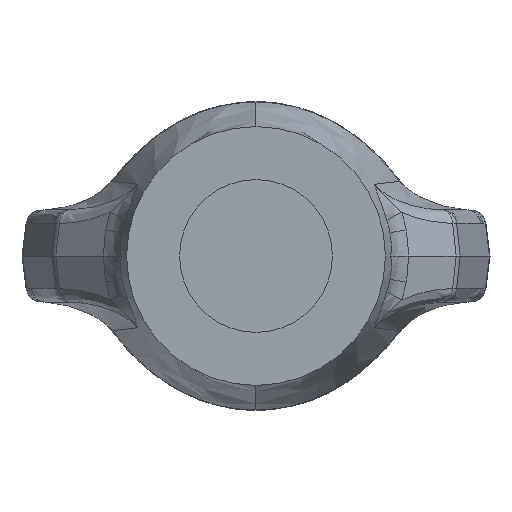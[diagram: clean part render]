
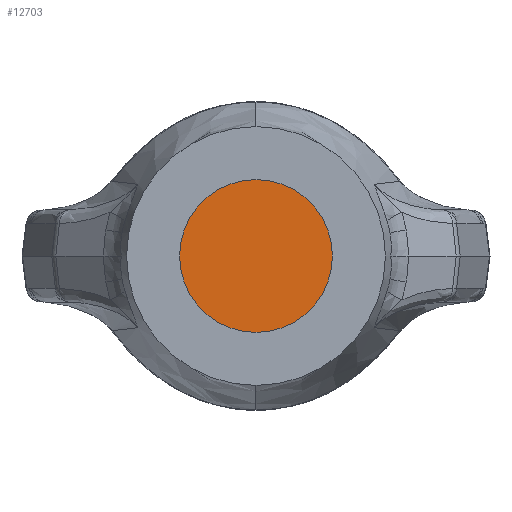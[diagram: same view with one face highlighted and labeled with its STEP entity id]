
A CAD part, front view. The second image highlights one B-rep face of the part: STEP entity #12703.
In plain terms, the highlighted planar face has unit normal (0, -1, 0).
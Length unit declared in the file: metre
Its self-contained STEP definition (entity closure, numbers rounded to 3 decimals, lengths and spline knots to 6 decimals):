
#5730 = PLANE('',#5731);
#5731 = AXIS2_PLACEMENT_3D('',#5732,#5733,#5734);
#5732 = CARTESIAN_POINT('',(0.,0.,0.));
#5733 = DIRECTION('',(0.,1.,0.));
#5734 = DIRECTION('',(1.,0.,-0.));
#12651 = EDGE_CURVE('',#12652,#12654,#12656,.T.);
#12652 = VERTEX_POINT('',#12653);
#12653 = CARTESIAN_POINT('',(0.,0.,7.493));
#12654 = VERTEX_POINT('',#12655);
#12655 = CARTESIAN_POINT('',(0.,0.,-7.493));
#12656 = SURFACE_CURVE('',#12657,(#12662,#12669),.PCURVE_S1.);
#12657 = CIRCLE('',#12658,7.493);
#12658 = AXIS2_PLACEMENT_3D('',#12659,#12660,#12661);
#12659 = CARTESIAN_POINT('',(0.,0.,0.));
#12660 = DIRECTION('',(-0.,1.,0.));
#12661 = DIRECTION('',(0.,0.,1.));
#12662 = PCURVE('',#5730,#12663);
#12663 = DEFINITIONAL_REPRESENTATION('',(#12664),#12668);
#12664 = CIRCLE('',#12665,7.493);
#12665 = AXIS2_PLACEMENT_2D('',#12666,#12667);
#12666 = CARTESIAN_POINT('',(0.,0.));
#12667 = DIRECTION('',(0.,-1.));
#12668 = ( GEOMETRIC_REPRESENTATION_CONTEXT(2) 
PARAMETRIC_REPRESENTATION_CONTEXT() REPRESENTATION_CONTEXT('2D SPACE',''
  ) );
#12669 = PCURVE('',#12670,#12675);
#12670 = PLANE('',#12671);
#12671 = AXIS2_PLACEMENT_3D('',#12672,#12673,#12674);
#12672 = CARTESIAN_POINT('',(0.,0.,0.)
  );
#12673 = DIRECTION('',(0.,1.,0.));
#12674 = DIRECTION('',(0.,-0.,1.));
#12675 = DEFINITIONAL_REPRESENTATION('',(#12676),#12680);
#12676 = CIRCLE('',#12677,7.493);
#12677 = AXIS2_PLACEMENT_2D('',#12678,#12679);
#12678 = CARTESIAN_POINT('',(0.,0.));
#12679 = DIRECTION('',(1.,0.));
#12680 = ( GEOMETRIC_REPRESENTATION_CONTEXT(2) 
PARAMETRIC_REPRESENTATION_CONTEXT() REPRESENTATION_CONTEXT('2D SPACE',''
  ) );
#12682 = EDGE_CURVE('',#12654,#12652,#12683,.T.);
#12683 = SURFACE_CURVE('',#12684,(#12689,#12696),.PCURVE_S1.);
#12684 = CIRCLE('',#12685,7.493);
#12685 = AXIS2_PLACEMENT_3D('',#12686,#12687,#12688);
#12686 = CARTESIAN_POINT('',(0.,0.,0.));
#12687 = DIRECTION('',(-0.,1.,0.));
#12688 = DIRECTION('',(0.,0.,1.));
#12689 = PCURVE('',#5730,#12690);
#12690 = DEFINITIONAL_REPRESENTATION('',(#12691),#12695);
#12691 = CIRCLE('',#12692,7.493);
#12692 = AXIS2_PLACEMENT_2D('',#12693,#12694);
#12693 = CARTESIAN_POINT('',(0.,0.));
#12694 = DIRECTION('',(0.,-1.));
#12695 = ( GEOMETRIC_REPRESENTATION_CONTEXT(2) 
PARAMETRIC_REPRESENTATION_CONTEXT() REPRESENTATION_CONTEXT('2D SPACE',''
  ) );
#12696 = PCURVE('',#12670,#12697);
#12697 = DEFINITIONAL_REPRESENTATION('',(#12698),#12702);
#12698 = CIRCLE('',#12699,7.493);
#12699 = AXIS2_PLACEMENT_2D('',#12700,#12701);
#12700 = CARTESIAN_POINT('',(0.,0.));
#12701 = DIRECTION('',(1.,0.));
#12702 = ( GEOMETRIC_REPRESENTATION_CONTEXT(2) 
PARAMETRIC_REPRESENTATION_CONTEXT() REPRESENTATION_CONTEXT('2D SPACE',''
  ) );
#12703 = ADVANCED_FACE('',(#12704),#12670,.F.);
#12704 = FACE_BOUND('',#12705,.F.);
#12705 = EDGE_LOOP('',(#12706,#12707));
#12706 = ORIENTED_EDGE('',*,*,#12651,.T.);
#12707 = ORIENTED_EDGE('',*,*,#12682,.T.);
